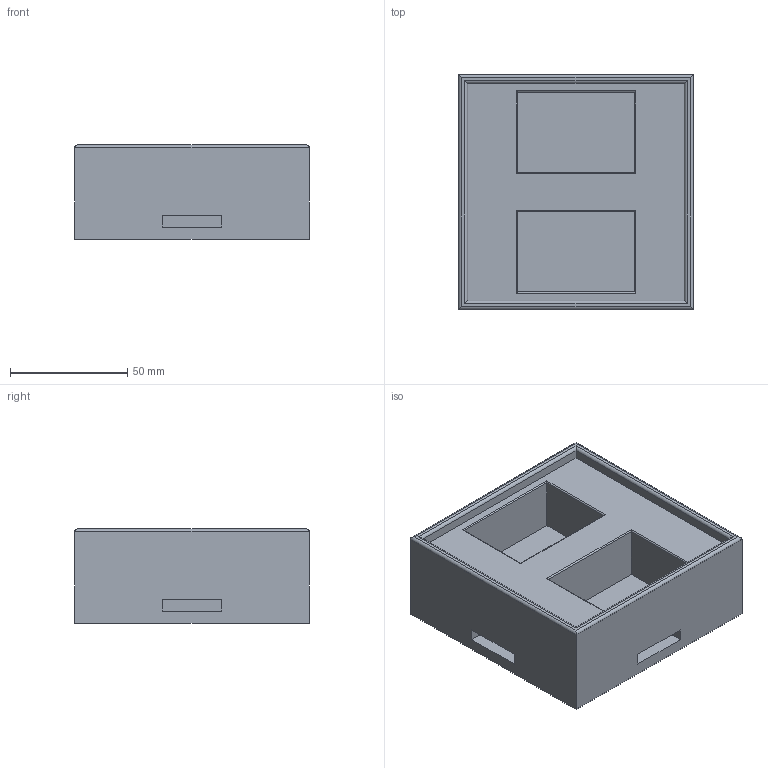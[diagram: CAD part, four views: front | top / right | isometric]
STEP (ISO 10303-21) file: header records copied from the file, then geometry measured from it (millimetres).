
FILE_DESCRIPTION(/* description */ (''),/* implementation_level */ '2;1');
FILE_NAME(/* name */ 'Juice Holder.step',/* time_stamp */ '2024-07-20T15:33:09-05:00',/* author */ (''),/* organization */ (''),/* preprocessor_version */ 'ST-DEVELOPER v20',/* originating_system */ 'Autodesk Translation Framework v13.14.0.145',/* authorisation */ '');
FILE_SCHEMA (('AUTOMOTIVE_DESIGN { 1 0 10303 214 3 1 1 }'));
Length unit declared in the file: inch
Products named in the file (1): Juice Holder
Bounding box: 100 x 100 x 40.08 mm (x, y, z)
Volume: 272160.2 mm3; surface area: 48224.2 mm2
Topology: 1 solids, 1 shells, 57 faces, 128 edges, 80 vertices
Faces by surface type: plane 41, cylinder 16
Entity records: 1585 total; most frequent: CARTESIAN_POINT 266, DIRECTION 260, ORIENTED_EDGE 256, EDGE_CURVE 128, LINE 112, VECTOR 112, VERTEX_POINT 80, AXIS2_PLACEMENT_3D 74
